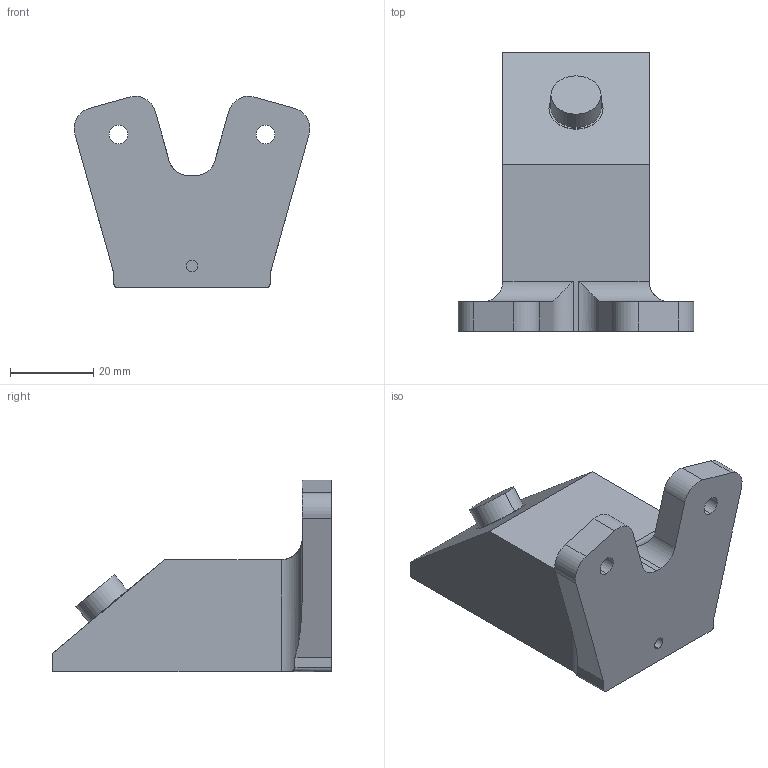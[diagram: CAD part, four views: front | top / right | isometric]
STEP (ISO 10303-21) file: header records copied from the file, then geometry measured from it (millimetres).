
FILE_DESCRIPTION (( 'STEP AP203' ), '1' );
FILE_NAME ('02_angle_40deg_2020base.step', '2021-01-10T11:54:05', ( '' ), ( '' ), 'SwSTEP 2.0', 'SolidWorks 2020', '' );
FILE_SCHEMA (( 'CONFIG_CONTROL_DESIGN' ));
Length unit declared in the file: millimetre
Products named in the file (1): 02_angle_40deg_2020base
Bounding box: 56.44 x 66.81 x 45.83 mm (x, y, z)
Volume: 59378.1 mm3; surface area: 11722.2 mm2
Topology: 1 solids, 1 shells, 42 faces, 109 edges, 72 vertices
Faces by surface type: cylinder 22, plane 20
Entity records: 1396 total; most frequent: CARTESIAN_POINT 272, DIRECTION 219, ORIENTED_EDGE 218, EDGE_CURVE 109, AXIS2_PLACEMENT_3D 77, VERTEX_POINT 72, VECTOR 65, LINE 65
